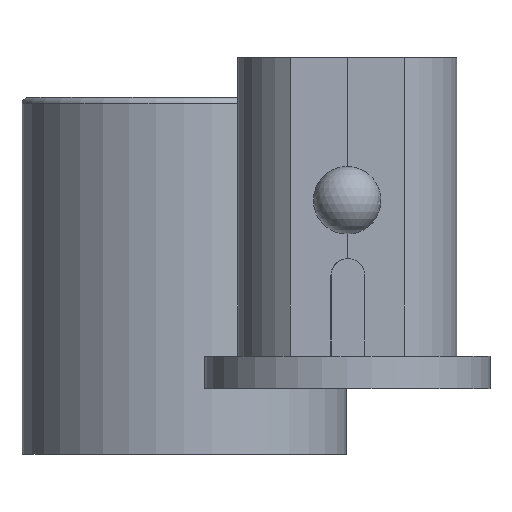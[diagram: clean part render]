
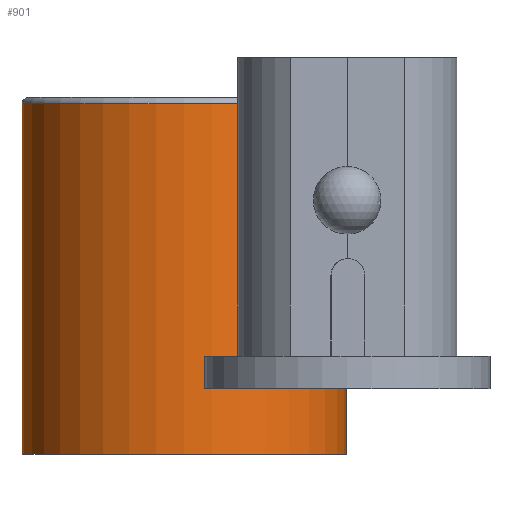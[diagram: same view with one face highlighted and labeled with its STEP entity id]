
A CAD part, left-side view. The second image highlights one B-rep face of the part: STEP entity #901.
In plain terms, the highlighted cylindrical face has radius 12.5 mm (diameter 25 mm), a full revolution.
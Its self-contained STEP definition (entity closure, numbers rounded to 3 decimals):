
#81=CYLINDRICAL_SURFACE('',#988,12.5);
#97=FACE_OUTER_BOUND('',#151,.T.);
#151=EDGE_LOOP('',(#661,#662,#663,#664));
#214=LINE('',#1404,#305);
#305=VECTOR('',#1115,12.5);
#391=CIRCLE('',#986,12.5);
#392=CIRCLE('',#989,12.5);
#429=VERTEX_POINT('',#1386);
#436=VERTEX_POINT('',#1403);
#518=EDGE_CURVE('',#429,#429,#391,.T.);
#525=EDGE_CURVE('',#429,#436,#214,.T.);
#526=EDGE_CURVE('',#436,#436,#392,.T.);
#661=ORIENTED_EDGE('',*,*,#518,.F.);
#662=ORIENTED_EDGE('',*,*,#525,.T.);
#663=ORIENTED_EDGE('',*,*,#526,.T.);
#664=ORIENTED_EDGE('',*,*,#525,.F.);
#901=ADVANCED_FACE('',(#97),#81,.T.);
#986=AXIS2_PLACEMENT_3D('',#1388,#1103,#1104);
#988=AXIS2_PLACEMENT_3D('',#1402,#1113,#1114);
#989=AXIS2_PLACEMENT_3D('',#1405,#1116,#1117);
#1103=DIRECTION('center_axis',(0.,0.,1.));
#1104=DIRECTION('ref_axis',(1.,0.,0.));
#1113=DIRECTION('center_axis',(0.,0.,1.));
#1114=DIRECTION('ref_axis',(1.,0.,0.));
#1115=DIRECTION('',(0.,0.,-1.));
#1116=DIRECTION('center_axis',(0.,0.,1.));
#1117=DIRECTION('ref_axis',(1.,0.,0.));
#1386=CARTESIAN_POINT('',(-12.5,0.,27.));
#1388=CARTESIAN_POINT('Origin',(0.,0.,27.));
#1402=CARTESIAN_POINT('Origin',(0.,0.,0.));
#1403=CARTESIAN_POINT('',(-12.5,0.,0.));
#1404=CARTESIAN_POINT('',(-12.5,0.,0.));
#1405=CARTESIAN_POINT('Origin',(0.,0.,0.));
